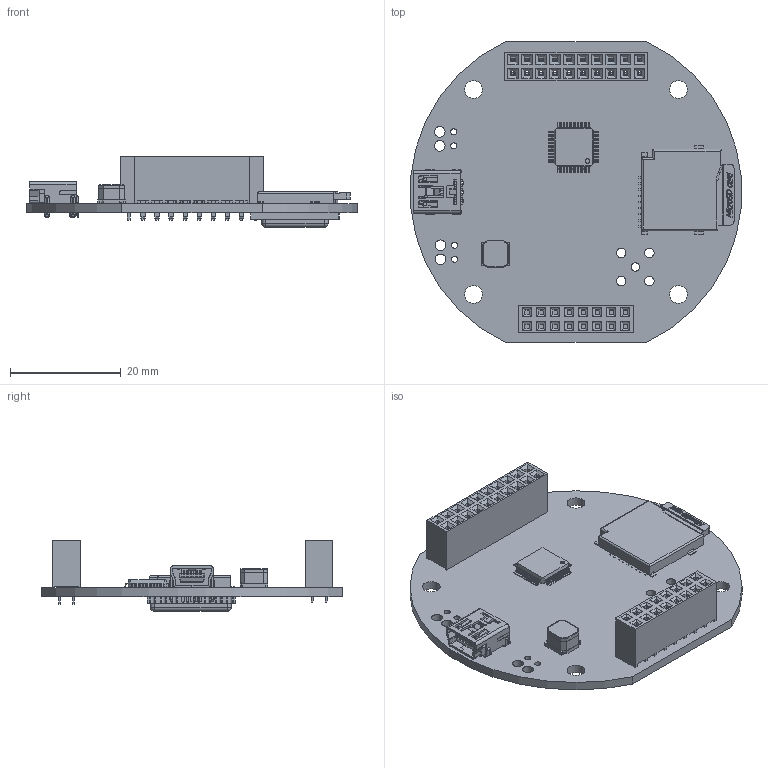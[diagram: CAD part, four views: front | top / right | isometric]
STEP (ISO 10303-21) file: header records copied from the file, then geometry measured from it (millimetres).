
FILE_DESCRIPTION(/* description */ (''),/* implementation_level */ '2;1');
FILE_NAME(/* name */ 'main-simple.step',/* time_stamp */ '2018-09-30T18:52:01+02:00',/* author */ (''),/* organization */ (''),/* preprocessor_version */ 'ST-DEVELOPER v17.2',/* originating_system */ 'Autodesk Translation Framework v7.6.0.251',/* authorisation */ '');
FILE_SCHEMA (('AUTOMOTIVE_DESIGN { 1 0 10303 214 3 1 1 }'));
Products named in the file (30): PCB; Board; J6; User_Library-micro-sd-card; U4; User_Library-RFM96W; User_Library-RFM96W_Board; User_Library-RFM96W_Free-Models; User_Library-RFM96W_Goldcontact; Component156; J2; SSW-108-01-X-D_RGB5263440; J1; m20-7831046_asm; M20-78310_MOULD; M20-782_CONTACT; U3; User%20Library-TQFP-48[1]; User_Library-TQFP-48_body_10x1_TQFP_7x7_1; User_Library-TQFP-48_pins_TQFP_pin_TQFP_022x07_1; L1; SRN5040series; J5; 43797 (5); 43797 (6); 43797; 43797 (1); 43797 (2); 43797 (3); 43797 (4)
Assembly tree (110 placements, depth 5):
  PCB
    Board
    J6
      User_Library-micro-sd-card
    U4
      User_Library-RFM96W
        User_Library-RFM96W_Board
        User_Library-RFM96W_Free-Models
          User_Library-RFM96W_Goldcontact  x16
        Component156
    J2
      SSW-108-01-X-D_RGB5263440
    J1
      m20-7831046_asm
        M20-78310_MOULD
        M20-782_CONTACT  x20
    U3
      User%20Library-TQFP-48[1]
        User_Library-TQFP-48_pins_TQFP_pin_TQFP_022x07_1  x48
        User_Library-TQFP-48_body_10x1_TQFP_7x7_1
    L1
      SRN5040series
    J5
      43797 (5)
      43797 (6)
      43797
      43797 (1)
      43797 (2)
      43797 (3)
      43797 (4)
Bounding box: 59.77 x 54.38 x 12.8 mm (x, y, z)
Volume: 7224.2 mm3; surface area: 12653.7 mm2
Topology: 99 solids, 100 shells, 4075 faces, 10925 edges, 7104 vertices
Faces by surface type: plane 2925, cylinder 1017, bspline 119, sphere 10, torus 4
Full cylindrical faces by diameter (mm): 0.8 x6, 0.82 x16, 0.9 x16, 1 x4, 1.02 x20, 1.04 x16, 1.1 x4, 1.5 x1, 1.7 x4, 1.924 x4, 2.2 x1, 2.21 x1, 3.2 x4
Entity records: 65755 total; most frequent: CARTESIAN_POINT 13833, ORIENTED_EDGE 10798, DIRECTION 9996, EDGE_CURVE 5399, LINE 4302, VECTOR 4302, VERTEX_POINT 3524, AXIS2_PLACEMENT_3D 2847
